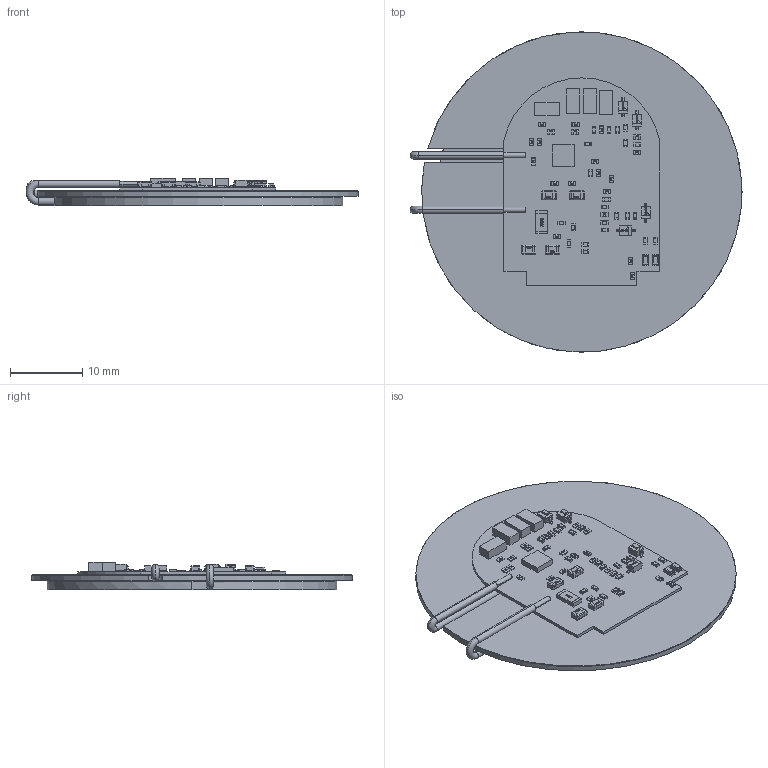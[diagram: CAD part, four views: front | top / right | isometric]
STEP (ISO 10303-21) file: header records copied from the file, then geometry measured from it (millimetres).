
FILE_DESCRIPTION((''),'2;1');
FILE_NAME('6064_PCB_ASM','2025-02-19T17:26:17',('刘威'),(''),'CREO PARAMETRIC BY PTC INC, 2021063','CREO PARAMETRIC BY PTC INC, 2021063','');
FILE_SCHEMA(('CONFIG_CONTROL_DESIGN','SHAPE_APPEARANCE_LAYERS_GROUPS'));
Length unit declared in the file: millimetre
Products named in the file (93): TX_1_1; TX_WWW_1_1; PRT0001_1_1; PRT0002_1_1; PCB_ASM_1_1; 0039-E_ASM_1_ASM_1_ASM; BOARD; 675170864; R2_ASM; SOD-323_1; SOD-323_2; SOD-323_3; SOD-323_4; SOD-323_ASM; D3_ASM; R27_ASM; 1101752864; C30_ASM; D4_ASM; 1101790752; R21_ASM; 1101753120; R20_ASM; R18_ASM; 1101788832; R14_ASM; R13_ASM; R11_ASM; R10_ASM; R8_ASM; R7_ASM; R1206_1; R1206_2; R1206_ASM; R6_ASM; R5_ASM; R4_ASM; R3_ASM; R1_ASM; D1_ASM ...
Assembly tree (134 placements, depth 6):
  6064_PCB_ASM
    0039-E_ASM_1_ASM_1_ASM
      TX_1_1
      TX_WWW_1_1
      PRT0001_1_1
      PRT0002_1_1
      PCB_ASM_1_1
    U15QT-6064_V1_0-210607_ASM
      PCB_ASM
        BOARD
        R2_ASM
          675170864
        D3_ASM
          SOD-323_ASM
            SOD-323_1
            SOD-323_2
            SOD-323_3
            SOD-323_4
        R27_ASM
          675170864
        C30_ASM
          1101752864
        D4_ASM
          SOD-323_ASM
            SOD-323_1
            SOD-323_2
            SOD-323_3
            SOD-323_4
        R21_ASM
          1101790752
        R20_ASM
          1101753120
        R18_ASM
          1101790752
        R14_ASM
          1101788832
        R13_ASM
          1101753120
        R11_ASM
          1101753120
        R10_ASM
          1101788832
        R8_ASM
          675170864
        R7_ASM
          675170864
        R6_ASM
          R1206_ASM
            R1206_1
            R1206_2
        R5_ASM
          1101788832
        R4_ASM
          675170864
        R3_ASM
          675170864
        R1_ASM
          1101753120
        D1_ASM
          SOD-323_ASM
Bounding box: 45.8 x 44.2 x 3.81 mm (x, y, z)
Volume: 2746.8 mm3; surface area: 11739.8 mm2
Topology: 76 solids, 76 shells, 3721 faces, 9165 edges, 5570 vertices
Faces by surface type: plane 2090, extrusion 871, cylinder 556, sphere 200, torus 4
Entity records: 56543 total; most frequent: CARTESIAN_POINT 17524, DIRECTION 4941, ORIENTED_EDGE 4932, PRESENTATION_STYLE_ASSIGNMENT 3390, STYLED_ITEM 2704, CURVE_STYLE 2681, EDGE_CURVE 2466, VECTOR 1903
